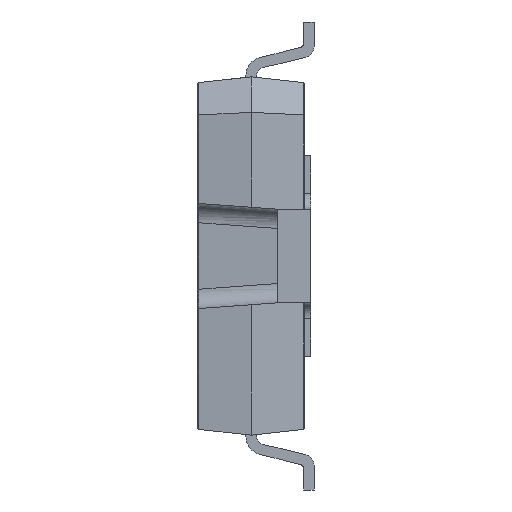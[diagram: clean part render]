
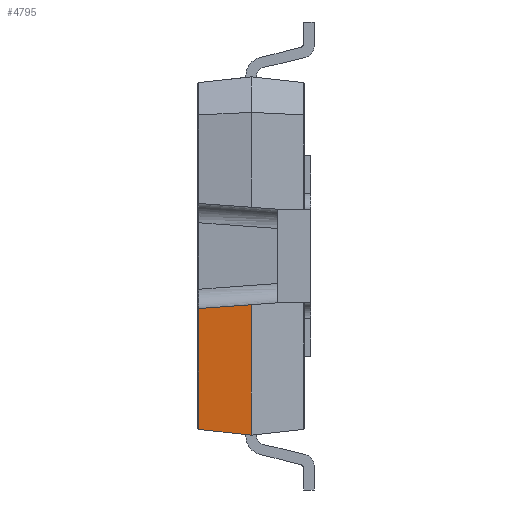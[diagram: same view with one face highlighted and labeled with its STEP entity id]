
A CAD part, left-side view. The second image highlights one B-rep face of the part: STEP entity #4795.
In plain terms, the highlighted free-form (B-spline) face has degree [1, 1] with [2, 2] control points.
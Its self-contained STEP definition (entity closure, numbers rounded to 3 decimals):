
#569 = B_SPLINE_SURFACE_WITH_KNOTS('',1,1,(
    (#570,#571)
    ,(#572,#573
    )),.UNSPECIFIED.,.F.,.F.,.F.,(2,2),(2,2),(0.,10.),(0.,1.),
  .PIECEWISE_BEZIER_KNOTS.);
#570 = CARTESIAN_POINT('',(-8.,0.,4.45));
#571 = CARTESIAN_POINT('',(-7.82,-1.65,4.37));
#572 = CARTESIAN_POINT('',(-8.,0.,-5.55));
#573 = CARTESIAN_POINT('',(-7.82,-1.65,-5.37));
#1699 = VERTEX_POINT('',#1700);
#1700 = CARTESIAN_POINT('',(-8.,0.,-5.55));
#1751 = VERTEX_POINT('',#1752);
#1752 = CARTESIAN_POINT('',(-8.,0.,-1.51));
#1770 = B_SPLINE_SURFACE_WITH_KNOTS('',1,1,(
    (#1771,#1772)
    ,(#1773,#1774
  )),.UNSPECIFIED.,.F.,.F.,.F.,(2,2),(2,2),(0.,2.4),(0.,1.),
  .PIECEWISE_BEZIER_KNOTS.);
#1771 = CARTESIAN_POINT('',(-9.1,-0.82,-1.45));
#1772 = CARTESIAN_POINT('',(-9.12,1.65,-1.63));
#1773 = CARTESIAN_POINT('',(-6.9,-0.82,-1.45));
#1774 = CARTESIAN_POINT('',(-6.72,1.65,-1.63));
#1784 = EDGE_CURVE('',#1751,#1699,#1785,.T.);
#1785 = SURFACE_CURVE('',#1786,(#1790,#1796),.PCURVE_S1.);
#1786 = LINE('',#1787,#1788);
#1787 = CARTESIAN_POINT('',(-8.,0.,4.45));
#1788 = VECTOR('',#1789,1.);
#1789 = DIRECTION('',(0.,0.,-1.));
#1790 = PCURVE('',#569,#1791);
#1791 = DEFINITIONAL_REPRESENTATION('',(#1792),#1795);
#1792 = B_SPLINE_CURVE_WITH_KNOTS('',1,(#1793,#1794),.UNSPECIFIED.,.F.,
  .F.,(2,2),(0.,10.),.PIECEWISE_BEZIER_KNOTS.);
#1793 = CARTESIAN_POINT('',(0.,0.));
#1794 = CARTESIAN_POINT('',(10.,0.));
#1795 = ( GEOMETRIC_REPRESENTATION_CONTEXT(2) 
PARAMETRIC_REPRESENTATION_CONTEXT() REPRESENTATION_CONTEXT('2D SPACE',''
  ) );
#1796 = PCURVE('',#1797,#1802);
#1797 = B_SPLINE_SURFACE_WITH_KNOTS('',1,1,(
    (#1798,#1799)
    ,(#1800,#1801
  )),.UNSPECIFIED.,.F.,.F.,.F.,(2,2),(2,2),(0.,10.),(0.,1.),
  .PIECEWISE_BEZIER_KNOTS.);
#1798 = CARTESIAN_POINT('',(-8.,0.,4.45));
#1799 = CARTESIAN_POINT('',(-7.82,1.65,4.37));
#1800 = CARTESIAN_POINT('',(-8.,0.,-5.55));
#1801 = CARTESIAN_POINT('',(-7.82,1.65,-5.37));
#1802 = DEFINITIONAL_REPRESENTATION('',(#1803),#1807);
#1803 = LINE('',#1804,#1805);
#1804 = CARTESIAN_POINT('',(0.,0.));
#1805 = VECTOR('',#1806,1.);
#1806 = DIRECTION('',(1.,0.));
#1807 = ( GEOMETRIC_REPRESENTATION_CONTEXT(2) 
PARAMETRIC_REPRESENTATION_CONTEXT() REPRESENTATION_CONTEXT('2D SPACE',''
  ) );
#3635 = B_SPLINE_SURFACE_WITH_KNOTS('',1,1,(
    (#3636,#3637)
    ,(#3638,#3639
  )),.UNSPECIFIED.,.F.,.F.,.F.,(2,2),(2,2),(0.,16.),(0.,1.),
  .PIECEWISE_BEZIER_KNOTS.);
#3636 = CARTESIAN_POINT('',(-8.,0.,-5.55));
#3637 = CARTESIAN_POINT('',(-7.82,1.65,-5.37));
#3638 = CARTESIAN_POINT('',(8.,0.,-5.55));
#3639 = CARTESIAN_POINT('',(7.82,1.65,-5.37));
#4795 = ADVANCED_FACE('',(#4796),#1797,.F.);
#4796 = FACE_BOUND('',#4797,.F.);
#4797 = EDGE_LOOP('',(#4798,#4827,#4828,#4850));
#4798 = ORIENTED_EDGE('',*,*,#4799,.F.);
#4799 = EDGE_CURVE('',#1751,#4800,#4802,.T.);
#4800 = VERTEX_POINT('',#4801);
#4801 = CARTESIAN_POINT('',(-7.823,1.62,
    -1.628));
#4802 = SURFACE_CURVE('',#4803,(#4809,#4818),.PCURVE_S1.);
#4803 = B_SPLINE_CURVE_WITH_KNOTS('',4,(#4804,#4805,#4806,#4807,#4808),
  .UNSPECIFIED.,.F.,.F.,(5,5),(0.,1.),.PIECEWISE_BEZIER_KNOTS.);
#4804 = CARTESIAN_POINT('',(-8.,0.,-1.51));
#4805 = CARTESIAN_POINT('',(-7.955,0.412,
    -1.54));
#4806 = CARTESIAN_POINT('',(-7.91,0.825,
    -1.57));
#4807 = CARTESIAN_POINT('',(-7.865,1.237,
    -1.6));
#4808 = CARTESIAN_POINT('',(-7.82,1.65,-1.63));
#4809 = PCURVE('',#1797,#4810);
#4810 = DEFINITIONAL_REPRESENTATION('',(#4811),#4817);
#4811 = B_SPLINE_CURVE_WITH_KNOTS('',4,(#4812,#4813,#4814,#4815,#4816),
  .UNSPECIFIED.,.F.,.F.,(5,5),(0.,1.),.PIECEWISE_BEZIER_KNOTS.);
#4812 = CARTESIAN_POINT('',(5.96,0.));
#4813 = CARTESIAN_POINT('',(6.009,0.25));
#4814 = CARTESIAN_POINT('',(6.058,0.5));
#4815 = CARTESIAN_POINT('',(6.109,0.75));
#4816 = CARTESIAN_POINT('',(6.16,1.));
#4817 = ( GEOMETRIC_REPRESENTATION_CONTEXT(2) 
PARAMETRIC_REPRESENTATION_CONTEXT() REPRESENTATION_CONTEXT('2D SPACE',''
  ) );
#4818 = PCURVE('',#1770,#4819);
#4819 = DEFINITIONAL_REPRESENTATION('',(#4820),#4826);
#4820 = B_SPLINE_CURVE_WITH_KNOTS('',4,(#4821,#4822,#4823,#4824,#4825),
  .UNSPECIFIED.,.F.,.F.,(5,5),(0.,1.),.PIECEWISE_BEZIER_KNOTS.);
#4821 = CARTESIAN_POINT('',(1.172,0.332));
#4822 = CARTESIAN_POINT('',(1.206,0.499));
#4823 = CARTESIAN_POINT('',(1.238,0.666));
#4824 = CARTESIAN_POINT('',(1.27,0.833));
#4825 = CARTESIAN_POINT('',(1.3,1.));
#4826 = ( GEOMETRIC_REPRESENTATION_CONTEXT(2) 
PARAMETRIC_REPRESENTATION_CONTEXT() REPRESENTATION_CONTEXT('2D SPACE',''
  ) );
#4827 = ORIENTED_EDGE('',*,*,#1784,.T.);
#4828 = ORIENTED_EDGE('',*,*,#4829,.T.);
#4829 = EDGE_CURVE('',#1699,#4830,#4832,.T.);
#4830 = VERTEX_POINT('',#4831);
#4831 = CARTESIAN_POINT('',(-7.823,1.62,
    -5.373));
#4832 = SURFACE_CURVE('',#4833,(#4836,#4843),.PCURVE_S1.);
#4833 = B_SPLINE_CURVE_WITH_KNOTS('',1,(#4834,#4835),.UNSPECIFIED.,.F.,
  .F.,(2,2),(0.,1.),.PIECEWISE_BEZIER_KNOTS.);
#4834 = CARTESIAN_POINT('',(-8.,0.,-5.55));
#4835 = CARTESIAN_POINT('',(-7.82,1.65,-5.37));
#4836 = PCURVE('',#1797,#4837);
#4837 = DEFINITIONAL_REPRESENTATION('',(#4838),#4842);
#4838 = LINE('',#4839,#4840);
#4839 = CARTESIAN_POINT('',(10.,0.));
#4840 = VECTOR('',#4841,1.);
#4841 = DIRECTION('',(0.,1.));
#4842 = ( GEOMETRIC_REPRESENTATION_CONTEXT(2) 
PARAMETRIC_REPRESENTATION_CONTEXT() REPRESENTATION_CONTEXT('2D SPACE',''
  ) );
#4843 = PCURVE('',#3635,#4844);
#4844 = DEFINITIONAL_REPRESENTATION('',(#4845),#4849);
#4845 = LINE('',#4846,#4847);
#4846 = CARTESIAN_POINT('',(0.,0.));
#4847 = VECTOR('',#4848,1.);
#4848 = DIRECTION('',(0.,1.));
#4849 = ( GEOMETRIC_REPRESENTATION_CONTEXT(2) 
PARAMETRIC_REPRESENTATION_CONTEXT() REPRESENTATION_CONTEXT('2D SPACE',''
  ) );
#4850 = ORIENTED_EDGE('',*,*,#4851,.F.);
#4851 = EDGE_CURVE('',#4800,#4830,#4852,.T.);
#4852 = SURFACE_CURVE('',#4853,(#4859,#4865),.PCURVE_S1.);
#4853 = B_SPLINE_CURVE_WITH_KNOTS('',2,(#4854,#4855,#4856,#4857,#4858),
  .UNSPECIFIED.,.F.,.F.,(3,1,1,3),(-0.231,-0.002,
    3.743,3.972),.UNSPECIFIED.);
#4854 = CARTESIAN_POINT('',(-7.823,1.62,
    -1.399));
#4855 = CARTESIAN_POINT('',(-7.823,1.62,
    -1.513));
#4856 = CARTESIAN_POINT('',(-7.823,1.62,
    -3.501));
#4857 = CARTESIAN_POINT('',(-7.823,1.62,
    -5.488));
#4858 = CARTESIAN_POINT('',(-7.823,1.62,
    -5.602));
#4859 = PCURVE('',#1797,#4860);
#4860 = DEFINITIONAL_REPRESENTATION('',(#4861),#4864);
#4861 = B_SPLINE_CURVE_WITH_KNOTS('',1,(#4862,#4863),.UNSPECIFIED.,.F.,
  .F.,(2,2),(-0.002,3.743),
  .PIECEWISE_BEZIER_KNOTS.);
#4862 = CARTESIAN_POINT('',(6.156,0.982));
#4863 = CARTESIAN_POINT('',(10.,0.982));
#4864 = ( GEOMETRIC_REPRESENTATION_CONTEXT(2) 
PARAMETRIC_REPRESENTATION_CONTEXT() REPRESENTATION_CONTEXT('2D SPACE',''
  ) );
#4865 = PCURVE('',#4866,#4877);
#4866 = B_SPLINE_SURFACE_WITH_KNOTS('',1,2,(
    (#4867,#4868,#4869,#4870,#4871)
    ,(#4872,#4873,#4874,#4875,#4876
    )),.UNSPECIFIED.,.F.,.F.,.F.,(2,2),(3,1,1,3),(0.,3.745
    ),(-0.231,-0.002,3.743,
    3.972),.UNSPECIFIED.);
#4867 = CARTESIAN_POINT('',(-7.79,1.65,-1.399));
#4868 = CARTESIAN_POINT('',(-7.79,1.65,-1.513));
#4869 = CARTESIAN_POINT('',(-7.79,1.65,-3.501));
#4870 = CARTESIAN_POINT('',(-7.79,1.65,-5.488));
#4871 = CARTESIAN_POINT('',(-7.79,1.65,-5.602));
#4872 = CARTESIAN_POINT('',(-7.823,1.62,
    -1.399));
#4873 = CARTESIAN_POINT('',(-7.823,1.62,
    -1.513));
#4874 = CARTESIAN_POINT('',(-7.823,1.62,
    -3.501));
#4875 = CARTESIAN_POINT('',(-7.823,1.62,
    -5.488));
#4876 = CARTESIAN_POINT('',(-7.823,1.62,
    -5.602));
#4877 = DEFINITIONAL_REPRESENTATION('',(#4878),#4882);
#4878 = LINE('',#4879,#4880);
#4879 = CARTESIAN_POINT('',(3.745,0.));
#4880 = VECTOR('',#4881,1.);
#4881 = DIRECTION('',(0.,1.));
#4882 = ( GEOMETRIC_REPRESENTATION_CONTEXT(2) 
PARAMETRIC_REPRESENTATION_CONTEXT() REPRESENTATION_CONTEXT('2D SPACE',''
  ) );
